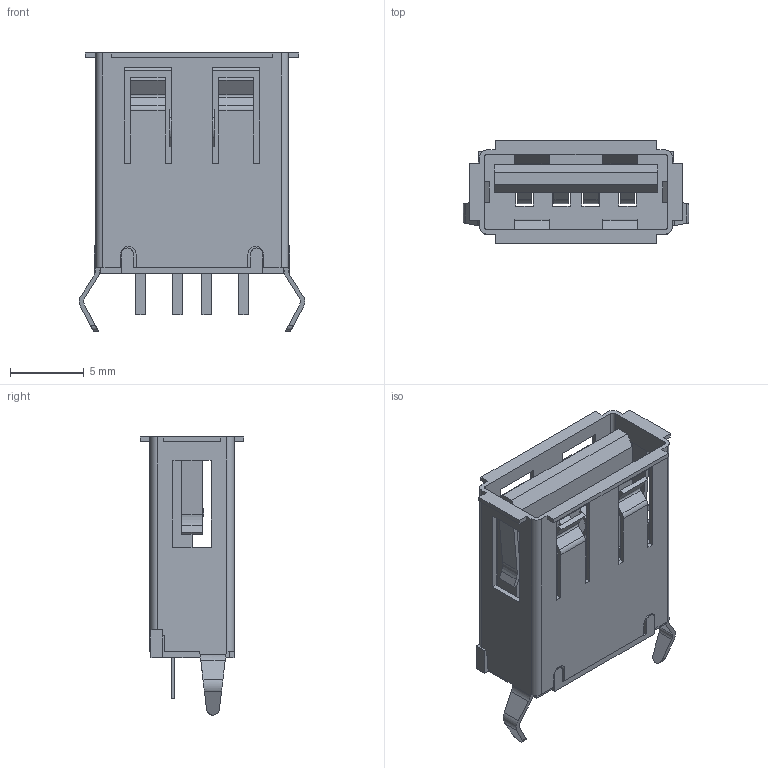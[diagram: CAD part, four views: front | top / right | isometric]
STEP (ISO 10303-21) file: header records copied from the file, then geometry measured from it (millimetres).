
FILE_DESCRIPTION( ( 'STEP AP214' ), '1' );
FILE_NAME( 'USB-A-S-S-W-VT.stp', '2019-04-19T12:23:16', ( '' ), ( '' ), ' ', 'PARTsolutions', ' ' );
FILE_SCHEMA( ( 'AUTOMOTIVE_DESIGN { 1 0 10303 214 1 1 1 1 }' ) );
Length unit declared in the file: millimetre
Products named in the file (4): USB-A-S-S-W-VT; _USB-A-S-VT_S; _USB-A-S-W-VT_B; _USB-A-S-VT_P
Assembly tree (3 placements, depth 2):
  USB-A-S-S-W-VT
    _USB-A-S-VT_S
    _USB-A-S-W-VT_B
    _USB-A-S-VT_P
Bounding box: 15.3 x 7 x 18.9 mm (x, y, z)
Volume: 583.8 mm3; surface area: 1942.2 mm2
Topology: 3 solids, 3 shells, 292 faces, 862 edges, 568 vertices
Faces by surface type: plane 242, cylinder 50
Entity records: 12056 total; most frequent: CARTESIAN_POINT 1726, ORIENTED_EDGE 1724, DIRECTION 1554, EDGE_CURVE 862, LINE 762, VECTOR 762, VERTEX_POINT 568, AXIS2_PLACEMENT_3D 396
